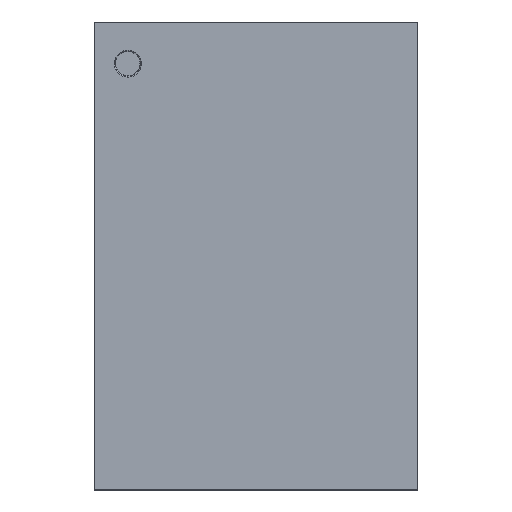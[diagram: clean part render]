
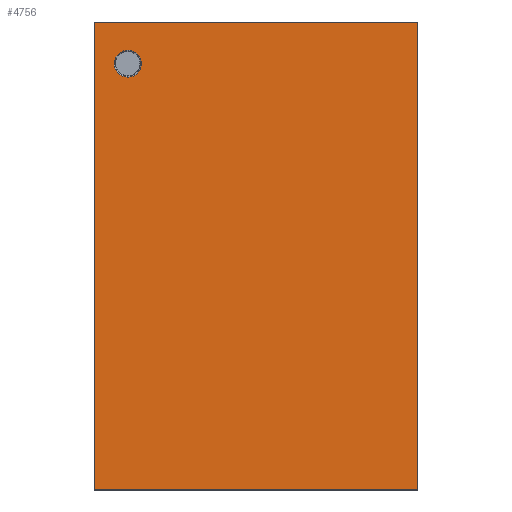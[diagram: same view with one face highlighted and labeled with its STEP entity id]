
A CAD part, top view. The second image highlights one B-rep face of the part: STEP entity #4756.
In plain terms, the highlighted planar face has unit normal (0, 0, 1).
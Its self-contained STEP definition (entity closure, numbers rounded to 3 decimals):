
#140 = VERTEX_POINT ( 'NONE', #31784 ) ;
#971 = CARTESIAN_POINT ( 'NONE',  ( -3.756, 5.656, 0.8 ) ) ;
#1237 = LINE ( 'NONE', #16353, #23938 ) ;
#1444 = CARTESIAN_POINT ( 'NONE',  ( -4.344, 5.756, 0.8 ) ) ;
#1586 = CARTESIAN_POINT ( 'NONE',  ( -3.872, 6.401, 0.8 ) ) ;
#1605 = CARTESIAN_POINT ( 'NONE',  ( -4.42, 6., 0.8 ) ) ;
#1746 = CARTESIAN_POINT ( 'NONE',  ( -4.369, 6.208, 0.8 ) ) ;
#3127 = CARTESIAN_POINT ( 'NONE',  ( -3.58, 6., 0.8 ) ) ;
#3152 = DIRECTION ( 'NONE',  ( 1., 0., 0. ) ) ;
#3315 = CARTESIAN_POINT ( 'NONE',  ( 0.509, 7.29, 0.8 ) ) ;
#3747 = CARTESIAN_POINT ( 'NONE',  ( -5.04, 0., 0.8 ) ) ;
#3778 = CARTESIAN_POINT ( 'NONE',  ( -3.662, 5.744, 0.8 ) ) ;
#3934 = CARTESIAN_POINT ( 'NONE',  ( -4.408, 6.104, 0.8 ) ) ;
#4756 = ADVANCED_FACE ( 'NONE', ( #11742, #31856 ), #9629, .T. ) ;
#5556 = EDGE_CURVE ( 'NONE', #30651, #29245, #25789, .T. ) ;
#6176 = CARTESIAN_POINT ( 'NONE',  ( -3.58, 5.973, 0.8 ) ) ;
#6322 = CARTESIAN_POINT ( 'NONE',  ( -4.105, 6.41, 0.8 ) ) ;
#6660 = EDGE_LOOP ( 'NONE', ( #26525, #13420 ) ) ;
#8221 = CARTESIAN_POINT ( 'NONE',  ( -3.58, 6., 0.8 ) ) ;
#8549 = EDGE_CURVE ( 'NONE', #26872, #140, #18000, .T. ) ;
#8999 = CARTESIAN_POINT ( 'NONE',  ( -4.167, 6.386, 0.8 ) ) ;
#9026 = VECTOR ( 'NONE', #24248, 1000. ) ;
#9160 = CARTESIAN_POINT ( 'NONE',  ( -4.277, 6.317, 0.8 ) ) ;
#9321 = CARTESIAN_POINT ( 'NONE',  ( -3.614, 6.167, 0.8 ) ) ;
#9343 = CARTESIAN_POINT ( 'NONE',  ( -4.386, 5.833, 0.8 ) ) ;
#9465 = DIRECTION ( 'NONE',  ( 0., 0., 1. ) ) ;
#9505 = CARTESIAN_POINT ( 'NONE',  ( -4.42, 5.946, 0.8 ) ) ;
#9629 = PLANE ( 'NONE',  #31501 ) ;
#10443 = EDGE_CURVE ( 'NONE', #29245, #31966, #1237, .T. ) ;
#10636 = VECTOR ( 'NONE', #3152, 1000. ) ;
#10977 = ORIENTED_EDGE ( 'NONE', *, *, #10443, .F. ) ;
#11137 = CARTESIAN_POINT ( 'NONE',  ( -4.053, 5.582, 0.8 ) ) ;
#11273 = CARTESIAN_POINT ( 'NONE',  ( -4.401, 6.128, 0.8 ) ) ;
#11437 = CARTESIAN_POINT ( 'NONE',  ( -4.42, 6.027, 0.8 ) ) ;
#11742 = FACE_BOUND ( 'NONE', #6660, .T. ) ;
#13255 = CARTESIAN_POINT ( 'NONE',  ( -3.833, 5.614, 0.8 ) ) ;
#13399 = CARTESIAN_POINT ( 'NONE',  ( -4.104, 5.592, 0.8 ) ) ;
#13420 = ORIENTED_EDGE ( 'NONE', *, *, #8549, .T. ) ;
#13563 = CARTESIAN_POINT ( 'NONE',  ( -3.582, 5.947, 0.8 ) ) ;
#13717 = CARTESIAN_POINT ( 'NONE',  ( -4.244, 6.344, 0.8 ) ) ;
#13849 = DIRECTION ( 'NONE',  ( 0., -1., 0. ) ) ;
#13953 = ORIENTED_EDGE ( 'NONE', *, *, #27253, .F. ) ;
#14027 = CARTESIAN_POINT ( 'NONE',  ( -4.181, 6.379, 0.8 ) ) ;
#14184 = LINE ( 'NONE', #3747, #9026 ) ;
#14550 = CARTESIAN_POINT ( 'NONE',  ( 0., -7.29, 0.8 ) ) ;
#15873 = CARTESIAN_POINT ( 'NONE',  ( -4.027, 5.58, 0.8 ) ) ;
#16353 = CARTESIAN_POINT ( 'NONE',  ( 5.04, -0.735, 0.8 ) ) ;
#16369 = CARTESIAN_POINT ( 'NONE',  ( -3.947, 6.418, 0.8 ) ) ;
#16390 = CARTESIAN_POINT ( 'NONE',  ( -3.592, 5.896, 0.8 ) ) ;
#16498 = CARTESIAN_POINT ( 'NONE',  ( 0., 0., 0.8 ) ) ;
#16544 = CARTESIAN_POINT ( 'NONE',  ( -4.317, 5.723, 0.8 ) ) ;
#16710 = CARTESIAN_POINT ( 'NONE',  ( -4.379, 5.819, 0.8 ) ) ;
#17042 = CARTESIAN_POINT ( 'NONE',  ( -4.256, 5.662, 0.8 ) ) ;
#18000 = B_SPLINE_CURVE_WITH_KNOTS ( 'NONE', 3,
 ( #8221, #6176, #13563, #16390, #26246, #26421, #3778, #21309, #971, #18222, #28280, #13255, #20974, #23291, #15873, #11137, #13399, #21145, #31237, #17042, #16544, #1444, #21939, #16710, #9343, #21463, #9505, #1605 ),
 .UNSPECIFIED., .F., .F.,
 ( 4, 2, 2, 2, 1, 2, 2, 2, 2, 2, 2, 1, 2, 2, 4 ),
 ( 0., 0.063, 0.125, 0.25, 0.313, 0.344, 0.375, 0.5, 0.563, 0.625, 0.75, 0.813, 0.844, 0.875, 1. ),
 .UNSPECIFIED. ) ;
#18222 = CARTESIAN_POINT ( 'NONE',  ( -3.793, 5.634, 0.8 ) ) ;
#19026 = CARTESIAN_POINT ( 'NONE',  ( -3.973, 6.42, 0.8 ) ) ;
#19186 = CARTESIAN_POINT ( 'NONE',  ( -4.053, 6.42, 0.8 ) ) ;
#19894 = EDGE_LOOP ( 'NONE', ( #31627, #13953, #25779, #10977 ) ) ;
#19906 = CARTESIAN_POINT ( 'NONE',  ( 5.04, -7.29, 0.8 ) ) ;
#20386 = VECTOR ( 'NONE', #27750, 1000. ) ;
#20740 = CARTESIAN_POINT ( 'NONE',  ( -5.04, -7.29, 0.8 ) ) ;
#20974 = CARTESIAN_POINT ( 'NONE',  ( -3.895, 5.59, 0.8 ) ) ;
#21145 = CARTESIAN_POINT ( 'NONE',  ( -4.128, 5.599, 0.8 ) ) ;
#21285 = CARTESIAN_POINT ( 'NONE',  ( -3.792, 6.369, 0.8 ) ) ;
#21309 = CARTESIAN_POINT ( 'NONE',  ( -3.723, 5.683, 0.8 ) ) ;
#21447 = CARTESIAN_POINT ( 'NONE',  ( -4.418, 6.053, 0.8 ) ) ;
#21463 = CARTESIAN_POINT ( 'NONE',  ( -4.41, 5.895, 0.8 ) ) ;
#21939 = CARTESIAN_POINT ( 'NONE',  ( -4.366, 5.793, 0.8 ) ) ;
#23291 = CARTESIAN_POINT ( 'NONE',  ( -3.947, 5.58, 0.8 ) ) ;
#23931 = CARTESIAN_POINT ( 'NONE',  ( -3.59, 6.105, 0.8 ) ) ;
#23938 = VECTOR ( 'NONE', #13849, 1000. ) ;
#24005 = CARTESIAN_POINT ( 'NONE',  ( 5.04, 7.29, 0.8 ) ) ;
#24100 = CARTESIAN_POINT ( 'NONE',  ( -3.683, 6.277, 0.8 ) ) ;
#24248 = DIRECTION ( 'NONE',  ( 0., 1., 0. ) ) ;
#24261 = CARTESIAN_POINT ( 'NONE',  ( -3.896, 6.408, 0.8 ) ) ;
#24600 = EDGE_CURVE ( 'NONE', #31966, #25822, #25105, .T. ) ;
#24943 = B_SPLINE_CURVE_WITH_KNOTS ( 'NONE', 3,
 ( #31544, #11437, #21447, #3934, #11273, #1746, #31709, #9160, #13717, #28918, #14027, #8999, #6322, #19186, #19026, #16369, #24261, #1586, #21285, #26901, #24100, #29250, #31880, #29092, #9321, #23931, #32037, #26739 ),
 .UNSPECIFIED., .F., .F.,
 ( 4, 2, 2, 2, 1, 2, 2, 2, 2, 2, 2, 1, 2, 2, 4 ),
 ( 0., 0.062, 0.125, 0.25, 0.312, 0.344, 0.375, 0.5, 0.562, 0.625, 0.75, 0.812, 0.844, 0.875, 1. ),
 .UNSPECIFIED. ) ;
#25105 = LINE ( 'NONE', #14550, #20386 ) ;
#25733 = EDGE_CURVE ( 'NONE', #140, #26872, #24943, .T. ) ;
#25779 = ORIENTED_EDGE ( 'NONE', *, *, #24600, .F. ) ;
#25789 = LINE ( 'NONE', #3315, #10636 ) ;
#25822 = VERTEX_POINT ( 'NONE', #20740 ) ;
#26246 = CARTESIAN_POINT ( 'NONE',  ( -3.599, 5.872, 0.8 ) ) ;
#26421 = CARTESIAN_POINT ( 'NONE',  ( -3.631, 5.792, 0.8 ) ) ;
#26525 = ORIENTED_EDGE ( 'NONE', *, *, #25733, .T. ) ;
#26739 = CARTESIAN_POINT ( 'NONE',  ( -3.58, 6., 0.8 ) ) ;
#26872 = VERTEX_POINT ( 'NONE', #3127 ) ;
#26901 = CARTESIAN_POINT ( 'NONE',  ( -3.744, 6.338, 0.8 ) ) ;
#27037 = DIRECTION ( 'NONE',  ( 1., 0., 0. ) ) ;
#27253 = EDGE_CURVE ( 'NONE', #25822, #30651, #14184, .T. ) ;
#27750 = DIRECTION ( 'NONE',  ( -1., 0., 0. ) ) ;
#28076 = CARTESIAN_POINT ( 'NONE',  ( -5.04, 7.29, 0.8 ) ) ;
#28280 = CARTESIAN_POINT ( 'NONE',  ( -3.819, 5.621, 0.8 ) ) ;
#28918 = CARTESIAN_POINT ( 'NONE',  ( -4.207, 6.366, 0.8 ) ) ;
#29092 = CARTESIAN_POINT ( 'NONE',  ( -3.621, 6.181, 0.8 ) ) ;
#29245 = VERTEX_POINT ( 'NONE', #24005 ) ;
#29250 = CARTESIAN_POINT ( 'NONE',  ( -3.656, 6.244, 0.8 ) ) ;
#30651 = VERTEX_POINT ( 'NONE', #28076 ) ;
#31237 = CARTESIAN_POINT ( 'NONE',  ( -4.208, 5.631, 0.8 ) ) ;
#31501 = AXIS2_PLACEMENT_3D ( 'NONE', #16498, #9465, #27037 ) ;
#31544 = CARTESIAN_POINT ( 'NONE',  ( -4.42, 6., 0.8 ) ) ;
#31627 = ORIENTED_EDGE ( 'NONE', *, *, #5556, .F. ) ;
#31709 = CARTESIAN_POINT ( 'NONE',  ( -4.338, 6.256, 0.8 ) ) ;
#31784 = CARTESIAN_POINT ( 'NONE',  ( -4.42, 6., 0.8 ) ) ;
#31856 = FACE_OUTER_BOUND ( 'NONE', #19894, .T. ) ;
#31880 = CARTESIAN_POINT ( 'NONE',  ( -3.634, 6.207, 0.8 ) ) ;
#31966 = VERTEX_POINT ( 'NONE', #19906 ) ;
#32037 = CARTESIAN_POINT ( 'NONE',  ( -3.58, 6.054, 0.8 ) ) ;
